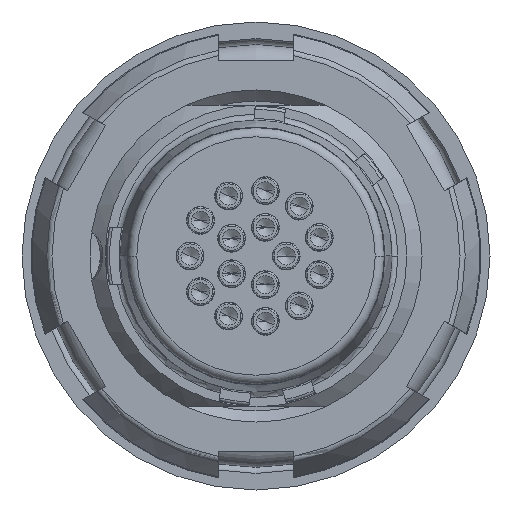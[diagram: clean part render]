
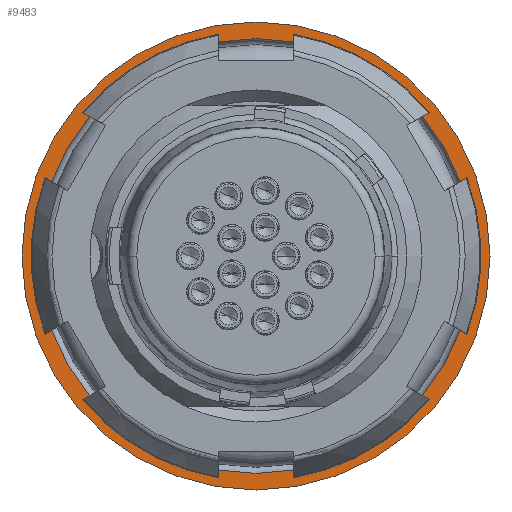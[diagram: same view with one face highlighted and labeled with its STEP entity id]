
A CAD part, left-side view. The second image highlights one B-rep face of the part: STEP entity #9483.
In plain terms, the highlighted planar face has unit normal (-1, 0, 0).
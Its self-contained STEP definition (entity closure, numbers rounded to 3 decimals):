
#1882=CARTESIAN_POINT('',(6.5,0.,0.));
#1883=DIRECTION('',(1.,0.,0.));
#1884=DIRECTION('',(0.,-1.,0.));
#1885=AXIS2_PLACEMENT_3D('',#1882,#1883,#1884);
#1887=CARTESIAN_POINT('',(6.5,0.,0.));
#1888=DIRECTION('',(1.,0.,0.));
#1889=DIRECTION('',(0.,1.,0.));
#1890=AXIS2_PLACEMENT_3D('',#1887,#1888,#1889);
#1892=CARTESIAN_POINT('',(6.5,0.,0.));
#1893=DIRECTION('',(-1.,0.,0.));
#1894=DIRECTION('',(0.,-1.,0.));
#1895=AXIS2_PLACEMENT_3D('',#1892,#1893,#1894);
#1897=CARTESIAN_POINT('',(6.5,0.,0.));
#1898=DIRECTION('',(-1.,0.,0.));
#1899=DIRECTION('',(0.,1.,0.));
#1900=AXIS2_PLACEMENT_3D('',#1897,#1898,#1899);
#5603=CARTESIAN_POINT('',(6.5,7.75,0.));
#5604=CARTESIAN_POINT('',(6.5,-7.75,0.));
#5605=VERTEX_POINT('',#5603);
#5606=VERTEX_POINT('',#5604);
#5607=CARTESIAN_POINT('',(6.5,-7.2,0.));
#5608=CARTESIAN_POINT('',(6.5,7.2,0.));
#5609=VERTEX_POINT('',#5607);
#5610=VERTEX_POINT('',#5608);
#9468=CARTESIAN_POINT('',(6.5,0.,0.));
#9469=DIRECTION('',(-1.,0.,0.));
#9470=DIRECTION('',(0.,-1.,0.));
#9471=AXIS2_PLACEMENT_3D('',#9468,#9469,#9470);
#9472=PLANE('',#9471);
#9474=ORIENTED_EDGE('',*,*,#9473,.T.);
#9476=ORIENTED_EDGE('',*,*,#9475,.T.);
#9477=EDGE_LOOP('',(#9474,#9476));
#9478=FACE_OUTER_BOUND('',#9477,.F.);
#9479=ORIENTED_EDGE('',*,*,#9436,.T.);
#9480=ORIENTED_EDGE('',*,*,#9456,.T.);
#9481=EDGE_LOOP('',(#9479,#9480));
#9482=FACE_BOUND('',#9481,.F.);
#9483=ADVANCED_FACE('',(#9478,#9482),#9472,.T.);
#1886=CIRCLE('',#1885,7.75);
#1891=CIRCLE('',#1890,7.75);
#1896=CIRCLE('',#1895,7.2);
#1901=CIRCLE('',#1900,7.2);
#9436=EDGE_CURVE('',#5609,#5610,#1896,.T.);
#9456=EDGE_CURVE('',#5610,#5609,#1901,.T.);
#9473=EDGE_CURVE('',#5606,#5605,#1886,.T.);
#9475=EDGE_CURVE('',#5605,#5606,#1891,.T.);
